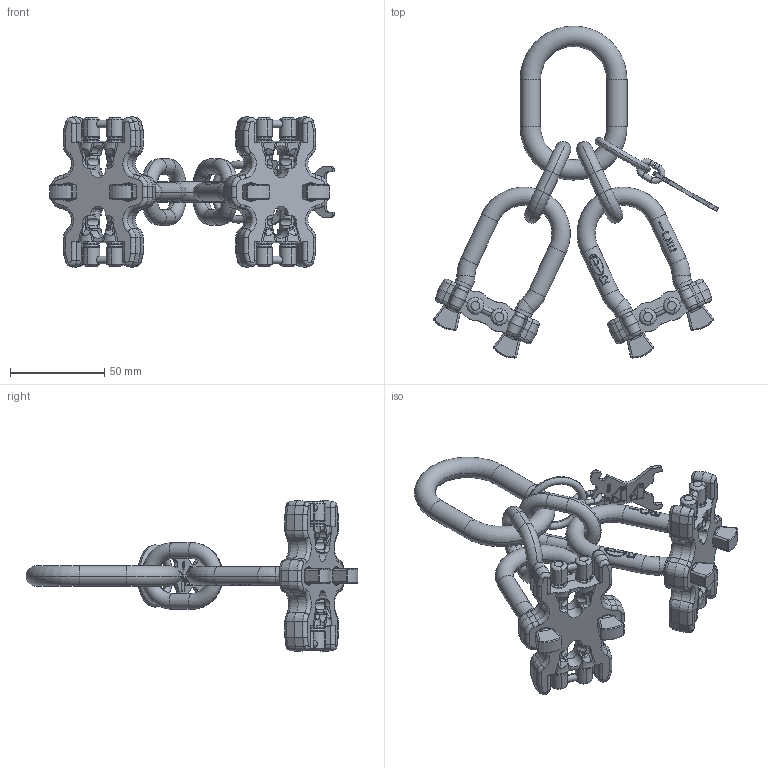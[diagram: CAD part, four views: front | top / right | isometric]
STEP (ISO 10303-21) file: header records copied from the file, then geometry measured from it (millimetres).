
FILE_DESCRIPTION((''),'2;1');
FILE_NAME('001-M35044-P-3_ASM','2024-03-07T10:10:58',('Andreas.Wendler'),(''),'CREO PARAMETRIC BY PTC INC, 2022162','CREO PARAMETRIC BY PTC INC, 2022162','');
FILE_SCHEMA(('AP242_MANAGED_MODEL_BASED_3D_ENGINEERING_MIM_LF { 1 0 10303 442 1 1 4 }'));
Length unit declared in the file: millimetre
Products named in the file (29): 001-M31629-P-5; ST37; 001-M35044-P-1; 001-M31082-P-1; 001-M31626-RT1; 001-M31264-P-9; 001-M31628-P-1; 001-M35048-P10; 001-M31128-V05_AF2; 001-M31129-P-7_AF2; 001-M34987-P-1_AF0; 001-M35659-P-1_AF0_ASM; 001-M31128-V05_AF3; 001-M31129-P-7_AF3; 001-M34987-P-1_AF1; 001-M35659-P-1_AF1_ASM; 001-M31128-V05; 001-M31129-P-7; 001-M34987-P-1; 001-M35044-P-3_ASM
Assembly tree (38 placements, depth 3):
  ST37
  ST37
  ST37
  ST37
  ST37
Bounding box: 150.72 x 175.78 x 79.95 mm (x, y, z)
Volume: 130392.8 mm3; surface area: 60477.9 mm2
Topology: 30 solids, 30 shells, 2380 faces, 6197 edges, 3922 vertices
Faces by surface type: plane 1498, cylinder 394, cone 184, torus 152, bspline 128, sphere 16, extrusion 8
Entity records: 53760 total; most frequent: CARTESIAN_POINT 11867, ORIENTED_EDGE 7510, DIRECTION 6803, EDGE_CURVE 3755, VECTOR 2949, LINE 2945, VERTEX_POINT 2426, PRESENTATION_STYLE_ASSIGNMENT 1942
